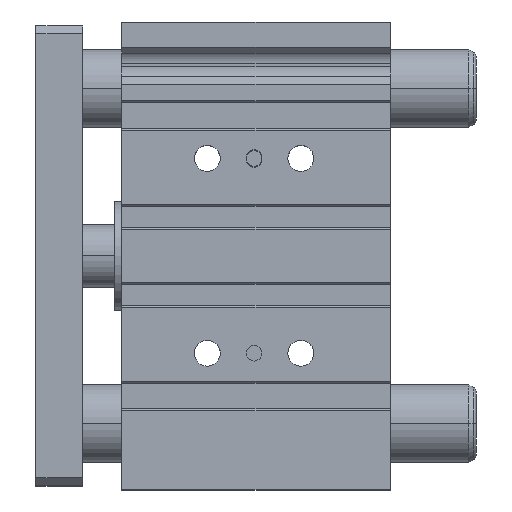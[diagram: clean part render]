
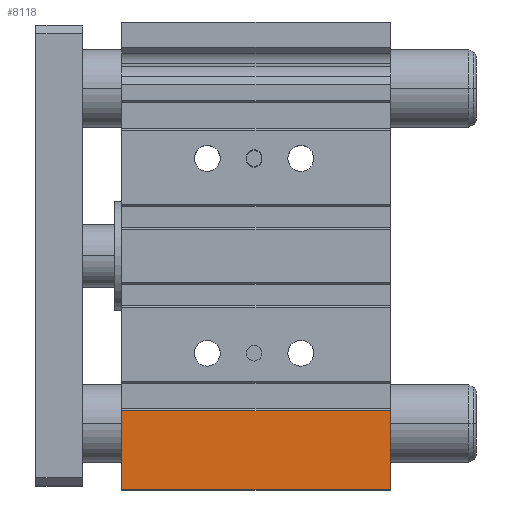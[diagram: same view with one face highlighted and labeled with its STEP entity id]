
A CAD part, top view. The second image highlights one B-rep face of the part: STEP entity #8118.
In plain terms, the highlighted planar face has unit normal (0, 0, 1).
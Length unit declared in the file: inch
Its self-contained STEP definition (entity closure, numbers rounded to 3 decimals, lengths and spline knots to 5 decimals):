
#52 = CARTESIAN_POINT ( 'NONE',  ( 2.71654, -1.56496, 1.06299 ) ) ;
#209 = CARTESIAN_POINT ( 'NONE',  ( 2.71654, -2.3622, 1.06299 ) ) ;
#282 = DIRECTION ( 'NONE',  ( 0., 0., -1. ) ) ;
#319 = VERTEX_POINT ( 'NONE', #7185 ) ;
#323 = DIRECTION ( 'NONE',  ( -1., 0., 0. ) ) ;
#443 = EDGE_CURVE ( 'NONE', #2971, #319, #9957, .T. ) ;
#504 = VECTOR ( 'NONE', #323, 39.37008 ) ;
#874 = AXIS2_PLACEMENT_3D ( 'NONE', #7294, #282, #4113 ) ;
#2010 = LINE ( 'NONE', #11275, #504 ) ;
#2351 = EDGE_CURVE ( 'NONE', #9293, #8197, #8571, .T. ) ;
#2766 = PLANE ( 'NONE',  #874 ) ;
#2954 = CARTESIAN_POINT ( 'NONE',  ( 2.71654, -1.56496, 1.06299 ) ) ;
#2971 = VERTEX_POINT ( 'NONE', #5371 ) ;
#3555 = FACE_OUTER_BOUND ( 'NONE', #6650, .T. ) ;
#4113 = DIRECTION ( 'NONE',  ( 0., -1., 0. ) ) ;
#4250 = EDGE_CURVE ( 'NONE', #8197, #319, #4891, .T. ) ;
#4813 = VECTOR ( 'NONE', #11542, 39.37008 ) ;
#4891 = LINE ( 'NONE', #209, #11132 ) ;
#5371 = CARTESIAN_POINT ( 'NONE',  ( 0., -1.56496, 1.06299 ) ) ;
#5698 = DIRECTION ( 'NONE',  ( 0., -1., 0. ) ) ;
#5737 = DIRECTION ( 'NONE',  ( -1., 0., 0. ) ) ;
#5924 = ORIENTED_EDGE ( 'NONE', *, *, #443, .T. ) ;
#6643 = ORIENTED_EDGE ( 'NONE', *, *, #8585, .T. ) ;
#6650 = EDGE_LOOP ( 'NONE', ( #5924, #6743, #7866, #6643 ) ) ;
#6743 = ORIENTED_EDGE ( 'NONE', *, *, #4250, .F. ) ;
#6804 = CARTESIAN_POINT ( 'NONE',  ( 2.71654, -2.3622, 1.06299 ) ) ;
#7185 = CARTESIAN_POINT ( 'NONE',  ( 0., -2.3622, 1.06299 ) ) ;
#7294 = CARTESIAN_POINT ( 'NONE',  ( 2.71654, -1.56496, 1.06299 ) ) ;
#7851 = CARTESIAN_POINT ( 'NONE',  ( 0., -1.56496, 1.06299 ) ) ;
#7866 = ORIENTED_EDGE ( 'NONE', *, *, #2351, .F. ) ;
#8118 = ADVANCED_FACE ( 'NONE', ( #3555 ), #2766, .F. ) ;
#8197 = VERTEX_POINT ( 'NONE', #6804 ) ;
#8571 = LINE ( 'NONE', #2954, #11044 ) ;
#8585 = EDGE_CURVE ( 'NONE', #9293, #2971, #2010, .T. ) ;
#9293 = VERTEX_POINT ( 'NONE', #52 ) ;
#9957 = LINE ( 'NONE', #7851, #4813 ) ;
#11044 = VECTOR ( 'NONE', #5698, 39.37008 ) ;
#11132 = VECTOR ( 'NONE', #5737, 39.37008 ) ;
#11275 = CARTESIAN_POINT ( 'NONE',  ( 2.71654, -1.56496, 1.06299 ) ) ;
#11542 = DIRECTION ( 'NONE',  ( 0., -1., 0. ) ) ;
